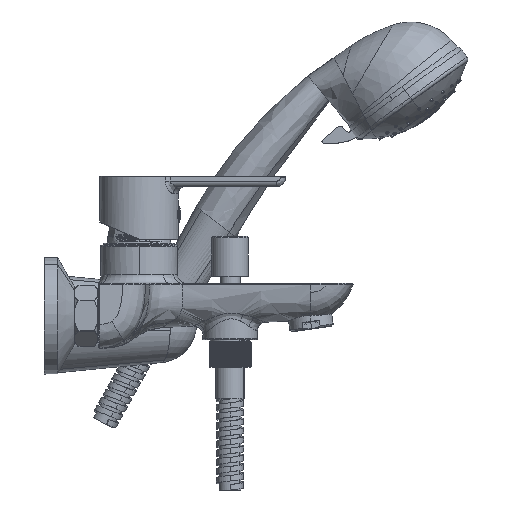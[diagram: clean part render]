
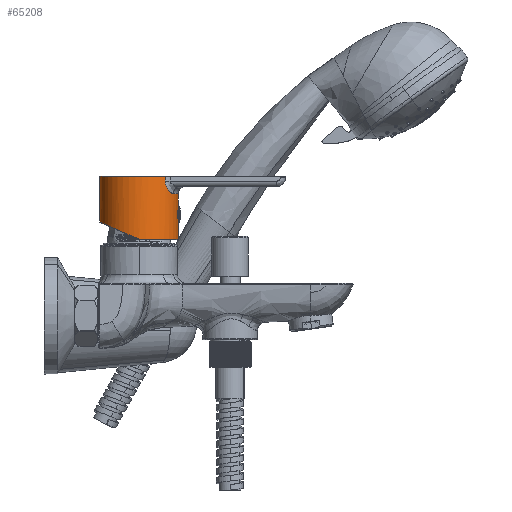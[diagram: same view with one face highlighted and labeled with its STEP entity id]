
A CAD part, left-side view. The second image highlights one B-rep face of the part: STEP entity #65208.
In plain terms, the highlighted cylindrical face has radius 21.5 mm (diameter 43 mm), a partial arc.
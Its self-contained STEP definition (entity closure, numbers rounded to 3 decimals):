
#63577=CARTESIAN_POINT('Vertex',(0.,-43.714,41.3)) ;
#63581=CARTESIAN_POINT('Control Point',(0.,-43.714,41.3)) ;
#63582=CARTESIAN_POINT('Control Point',(-0.356,-43.714,41.3)) ;
#63583=CARTESIAN_POINT('Control Point',(-0.713,-43.707,41.252)) ;
#63584=CARTESIAN_POINT('Control Point',(-1.059,-43.692,41.156)) ;
#63585=CARTESIAN_POINT('Control Point',(-1.715,-43.651,40.875)) ;
#63586=CARTESIAN_POINT('Control Point',(-2.273,-43.597,40.431)) ;
#63587=CARTESIAN_POINT('Control Point',(-2.522,-43.568,40.173)) ;
#63588=CARTESIAN_POINT('Control Point',(-2.996,-43.507,39.523)) ;
#63589=CARTESIAN_POINT('Control Point',(-3.258,-43.466,38.758)) ;
#63590=CARTESIAN_POINT('Control Point',(-3.331,-43.455,38.312)) ;
#63591=CARTESIAN_POINT('Control Point',(-3.325,-43.456,37.683)) ;
#63592=CARTESIAN_POINT('Control Point',(-3.177,-43.479,37.08)) ;
#63593=CARTESIAN_POINT('Control Point',(-3.123,-43.487,36.911)) ;
#63594=CARTESIAN_POINT('Control Point',(-2.991,-43.506,36.578)) ;
#63595=CARTESIAN_POINT('Control Point',(-2.817,-43.53,36.267)) ;
#63596=CARTESIAN_POINT('Control Point',(-2.724,-43.542,36.125)) ;
#63597=CARTESIAN_POINT('Control Point',(-2.568,-43.561,35.916)) ;
#63598=CARTESIAN_POINT('Control Point',(-2.39,-43.581,35.722)) ;
#63599=CARTESIAN_POINT('Control Point',(-2.328,-43.588,35.659)) ;
#63600=CARTESIAN_POINT('Control Point',(-2.133,-43.609,35.472)) ;
#63601=CARTESIAN_POINT('Control Point',(-1.919,-43.629,35.306)) ;
#63602=CARTESIAN_POINT('Control Point',(-1.789,-43.641,35.218)) ;
#63603=CARTESIAN_POINT('Control Point',(-1.37,-43.674,34.972)) ;
#63604=CARTESIAN_POINT('Control Point',(-0.908,-43.698,34.805)) ;
#63605=CARTESIAN_POINT('Control Point',(-0.608,-43.709,34.735)) ;
#63606=CARTESIAN_POINT('Control Point',(-0.304,-43.714,34.7)) ;
#63607=CARTESIAN_POINT('Control Point',(0.,-43.714,34.7)) ;
#63608=CARTESIAN_POINT('Vertex',(0.,-43.714,34.7)) ;
#63676=CARTESIAN_POINT('Vertex',(0.,-43.714,24.25)) ;
#63681=CARTESIAN_POINT('Axis2P3D Location',(0.,-22.214,24.25)) ;
#63685=CARTESIAN_POINT('Vertex',(-21.5,-22.268,24.25)) ;
#64422=CARTESIAN_POINT('Vertex',(-16.02,-36.554,58.75)) ;
#64637=CARTESIAN_POINT('Vertex',(0.,-0.714,58.75)) ;
#64930=CARTESIAN_POINT('Axis2P3D Location',(0.,-22.214,58.75)) ;
#64948=CARTESIAN_POINT('Line Origine',(-16.02,-36.554,24.)) ;
#64952=CARTESIAN_POINT('Vertex',(-16.02,-36.554,56.2)) ;
#64988=CARTESIAN_POINT('Control Point',(-14.309,-38.262,51.272)) ;
#64989=CARTESIAN_POINT('Control Point',(-14.458,-38.13,51.45)) ;
#64990=CARTESIAN_POINT('Control Point',(-14.6,-37.999,51.637)) ;
#64991=CARTESIAN_POINT('Control Point',(-14.731,-37.876,51.825)) ;
#64992=CARTESIAN_POINT('Control Point',(-14.986,-37.633,52.227)) ;
#64993=CARTESIAN_POINT('Control Point',(-15.214,-37.407,52.663)) ;
#64994=CARTESIAN_POINT('Control Point',(-15.319,-37.301,52.887)) ;
#64995=CARTESIAN_POINT('Control Point',(-15.507,-37.108,53.331)) ;
#64996=CARTESIAN_POINT('Control Point',(-15.664,-36.942,53.802)) ;
#64997=CARTESIAN_POINT('Control Point',(-15.728,-36.874,54.021)) ;
#64998=CARTESIAN_POINT('Control Point',(-15.84,-36.753,54.461)) ;
#64999=CARTESIAN_POINT('Control Point',(-15.923,-36.662,54.918)) ;
#65000=CARTESIAN_POINT('Control Point',(-15.955,-36.626,55.137)) ;
#65001=CARTESIAN_POINT('Control Point',(-15.993,-36.584,55.485)) ;
#65002=CARTESIAN_POINT('Control Point',(-16.013,-36.562,55.838)) ;
#65003=CARTESIAN_POINT('Control Point',(-16.017,-36.557,55.958)) ;
#65004=CARTESIAN_POINT('Control Point',(-16.02,-36.554,56.079)) ;
#65005=CARTESIAN_POINT('Control Point',(-16.02,-36.554,56.2)) ;
#65006=CARTESIAN_POINT('Vertex',(-14.309,-38.262,51.272)) ;
#65010=CARTESIAN_POINT('Control Point',(-10.118,-41.185,49.2)) ;
#65011=CARTESIAN_POINT('Control Point',(-11.667,-40.365,49.207)) ;
#65012=CARTESIAN_POINT('Control Point',(-13.142,-39.294,49.93)) ;
#65013=CARTESIAN_POINT('Control Point',(-14.257,-38.309,51.21)) ;
#65014=CARTESIAN_POINT('Control Point',(-14.309,-38.262,51.272)) ;
#65015=CARTESIAN_POINT('Vertex',(-10.118,-41.185,49.2)) ;
#65040=CARTESIAN_POINT('Axis2P3D Location',(0.,-22.214,49.2)) ;
#65044=CARTESIAN_POINT('Vertex',(0.,-43.714,49.2)) ;
#65108=CARTESIAN_POINT('Control Point',(0.,-0.714,33.735)) ;
#65109=CARTESIAN_POINT('Control Point',(-2.856,-0.714,33.735)) ;
#65110=CARTESIAN_POINT('Control Point',(-8.569,-1.868,33.227)) ;
#65111=CARTESIAN_POINT('Control Point',(-15.795,-6.79,31.061)) ;
#65112=CARTESIAN_POINT('Control Point',(-20.459,-14.,27.888)) ;
#65113=CARTESIAN_POINT('Control Point',(-21.506,-19.563,25.44)) ;
#65114=CARTESIAN_POINT('Control Point',(-21.5,-22.268,24.25)) ;
#65115=CARTESIAN_POINT('Vertex',(0.,-0.714,33.735)) ;
#65159=CARTESIAN_POINT('Axis2P3D Location',(0.,-22.214,24.)) ;
#65164=CARTESIAN_POINT('Line Origine',(0.,-43.714,24.)) ;
#65169=CARTESIAN_POINT('Line Origine',(0.,-43.714,24.)) ;
#65174=CARTESIAN_POINT('Line Origine',(0.,-0.714,24.)) ;
#64950=VECTOR('Line Direction',#64949,1.) ;
#65166=VECTOR('Line Direction',#65165,1.) ;
#65171=VECTOR('Line Direction',#65170,1.) ;
#65176=VECTOR('Line Direction',#65175,1.) ;
#63682=DIRECTION('Axis2P3D Direction',(0.,-0.,1.)) ;
#64931=DIRECTION('Axis2P3D Direction',(0.,-0.,1.)) ;
#64949=DIRECTION('Vector Direction',(0.,0.,1.)) ;
#65041=DIRECTION('Axis2P3D Direction',(0.,0.,-1.)) ;
#65160=DIRECTION('Axis2P3D Direction',(0.,0.,1.)) ;
#65161=DIRECTION('Axis2P3D XDirection',(0.,-1.,0.)) ;
#65165=DIRECTION('Vector Direction',(0.,0.,1.)) ;
#65170=DIRECTION('Vector Direction',(0.,0.,1.)) ;
#65175=DIRECTION('Vector Direction',(0.,0.,1.)) ;
#63683=AXIS2_PLACEMENT_3D('Circle Axis2P3D',#63681,#63682,$) ;
#64932=AXIS2_PLACEMENT_3D('Circle Axis2P3D',#64930,#64931,$) ;
#65042=AXIS2_PLACEMENT_3D('Circle Axis2P3D',#65040,#65041,$) ;
#65162=AXIS2_PLACEMENT_3D('Cylinder Axis2P3D',#65159,#65160,#65161) ;
#64951=LINE('Line',#64948,#64950) ;
#65167=LINE('Line',#65164,#65166) ;
#65172=LINE('Line',#65169,#65171) ;
#65177=LINE('Line',#65174,#65176) ;
#63684=CIRCLE('generated circle',#63683,21.5) ;
#64933=CIRCLE('generated circle',#64932,21.5) ;
#65043=CIRCLE('generated circle',#65042,21.5) ;
#65163=CYLINDRICAL_SURFACE('generated cylinder',#65162,21.5) ;
#63610=EDGE_CURVE('',#63578,#63609,#63580,.T.) ;
#63687=EDGE_CURVE('',#63677,#63686,#63684,.F.) ;
#64934=EDGE_CURVE('',#64423,#64638,#64933,.F.) ;
#64954=EDGE_CURVE('',#64953,#64423,#64951,.T.) ;
#65008=EDGE_CURVE('',#65007,#64953,#64987,.T.) ;
#65017=EDGE_CURVE('',#65016,#65007,#65009,.T.) ;
#65046=EDGE_CURVE('',#65045,#65016,#65043,.T.) ;
#65117=EDGE_CURVE('',#65116,#63686,#65107,.T.) ;
#65168=EDGE_CURVE('',#65045,#63578,#65167,.F.) ;
#65173=EDGE_CURVE('',#63609,#63677,#65172,.F.) ;
#65178=EDGE_CURVE('',#65116,#64638,#65177,.T.) ;
#65196=ORIENTED_EDGE('',*,*,#65178,.F.) ;
#65197=ORIENTED_EDGE('',*,*,#65117,.T.) ;
#65198=ORIENTED_EDGE('',*,*,#63687,.F.) ;
#65199=ORIENTED_EDGE('',*,*,#65173,.F.) ;
#65200=ORIENTED_EDGE('',*,*,#63610,.F.) ;
#65201=ORIENTED_EDGE('',*,*,#65168,.F.) ;
#65202=ORIENTED_EDGE('',*,*,#65046,.T.) ;
#65203=ORIENTED_EDGE('',*,*,#65017,.T.) ;
#65204=ORIENTED_EDGE('',*,*,#65008,.T.) ;
#65205=ORIENTED_EDGE('',*,*,#64954,.T.) ;
#65206=ORIENTED_EDGE('',*,*,#64934,.T.) ;
#65195=EDGE_LOOP('',(#65196,#65197,#65198,#65199,#65200,#65201,#65202,#65203,#65204,#65205,#65206)) ;
#63578=VERTEX_POINT('',#63577) ;
#63609=VERTEX_POINT('',#63608) ;
#63677=VERTEX_POINT('',#63676) ;
#63686=VERTEX_POINT('',#63685) ;
#64423=VERTEX_POINT('',#64422) ;
#64638=VERTEX_POINT('',#64637) ;
#64953=VERTEX_POINT('',#64952) ;
#65007=VERTEX_POINT('',#65006) ;
#65016=VERTEX_POINT('',#65015) ;
#65045=VERTEX_POINT('',#65044) ;
#65116=VERTEX_POINT('',#65115) ;
#65208=ADVANCED_FACE('BREP_WITH_VOIDS #31',(#65207),#65163,.T.) ;
#63580=B_SPLINE_CURVE_WITH_KNOTS('',5,(#63581,#63582,#63583,#63584,#63585,#63586,#63587,#63588,#63589,#63590,#63591,#63592,#63593,#63594,#63595,#63596,#63597,#63598,#63599,#63600,#63601,#63602,#63603,#63604,#63605,#63606,#63607),.UNSPECIFIED.,.F.,.U.,(6,3,3,3,3,3,3,3,6),(0.,2.521,5.043,8.176,9.429,10.701,11.334,12.635,14.787),.UNSPECIFIED.) ;
#64987=B_SPLINE_CURVE_WITH_KNOTS('',5,(#64988,#64989,#64990,#64991,#64992,#64993,#64994,#64995,#64996,#64997,#64998,#64999,#65000,#65001,#65002,#65003,#65004,#65005),.UNSPECIFIED.,.F.,.U.,(6,3,3,3,3,6),(0.,1.736,3.382,4.976,6.392,7.116),.UNSPECIFIED.) ;
#65207=FACE_OUTER_BOUND('',#65195,.T.) ;
#65009=(BOUNDED_CURVE()B_SPLINE_CURVE(3,(#65010,#65011,#65012,#65013,#65014),.UNSPECIFIED.,.F.,.U.)B_SPLINE_CURVE_WITH_KNOTS((4,1,4),(0.,4.505,4.729),.UNSPECIFIED.)CURVE()GEOMETRIC_REPRESENTATION_ITEM()RATIONAL_B_SPLINE_CURVE((1.,1.,1.,1.,1.))REPRESENTATION_ITEM('')) ;
#65107=(BOUNDED_CURVE()B_SPLINE_CURVE(3,(#65108,#65109,#65110,#65111,#65112,#65113,#65114),.UNSPECIFIED.,.F.,.U.)B_SPLINE_CURVE_WITH_KNOTS((4,1,1,1,4),(35.991,44.989,53.986,62.984,71.503),.UNSPECIFIED.)CURVE()GEOMETRIC_REPRESENTATION_ITEM()RATIONAL_B_SPLINE_CURVE((1.,1.,1.,1.,1.,1.,1.))REPRESENTATION_ITEM('')) ;
